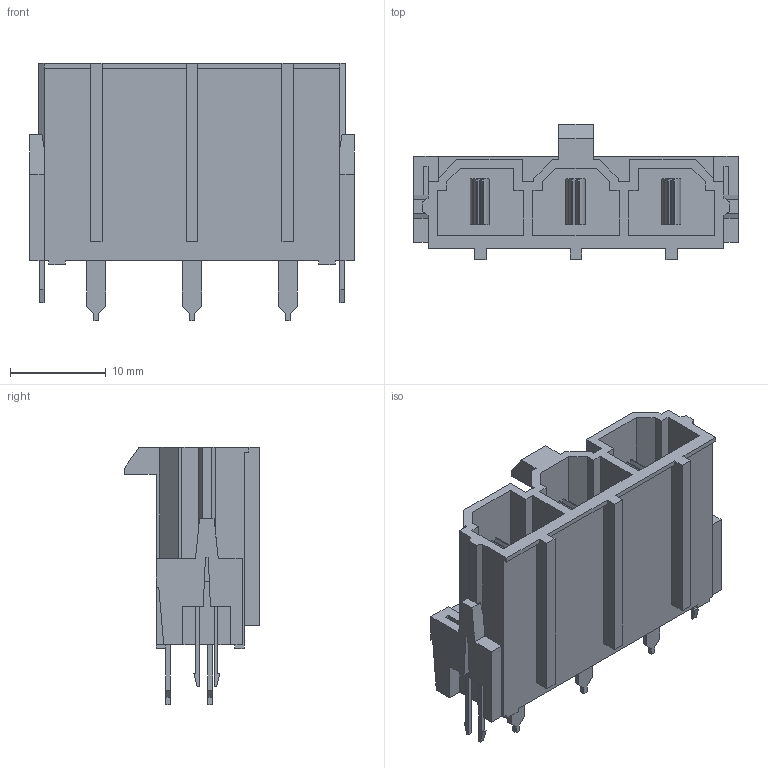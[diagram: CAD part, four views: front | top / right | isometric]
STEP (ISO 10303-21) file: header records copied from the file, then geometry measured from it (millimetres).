
FILE_DESCRIPTION((''),'2;1');
FILE_NAME('428193222','2013-04-23T',('gga'),(''),'PRO/ENGINEER BY PARAMETRIC TECHNOLOGY CORPORATION, 2011490','PRO/ENGINEER BY PARAMETRIC TECHNOLOGY CORPORATION, 2011490','');
FILE_SCHEMA(('CONFIG_CONTROL_DESIGN'));
Length unit declared in the file: millimetre
Products named in the file (1): 428193222
Bounding box: 33.88 x 14.1 x 26.85 mm (x, y, z)
Volume: 4341.3 mm3; surface area: 4060.4 mm2
Topology: 2 solids, 2 shells, 287 faces, 820 edges, 548 vertices
Faces by surface type: plane 281, cylinder 6
Entity records: 9199 total; most frequent: CARTESIAN_POINT 1640, ORIENTED_EDGE 1608, DIRECTION 1424, EDGE_CURVE 804, VECTOR 792, LINE 792, VERTEX_POINT 532, AXIS2_PLACEMENT_3D 316
